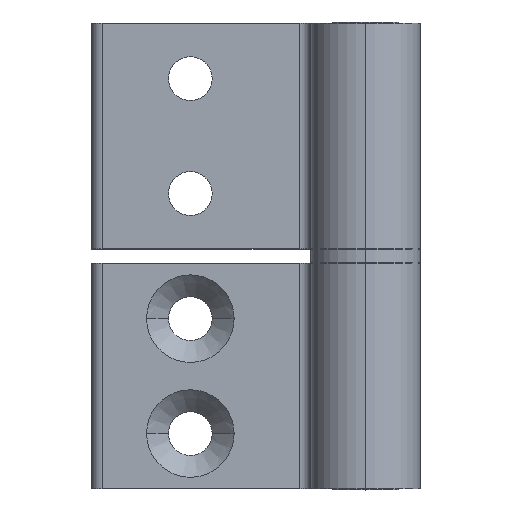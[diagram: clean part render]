
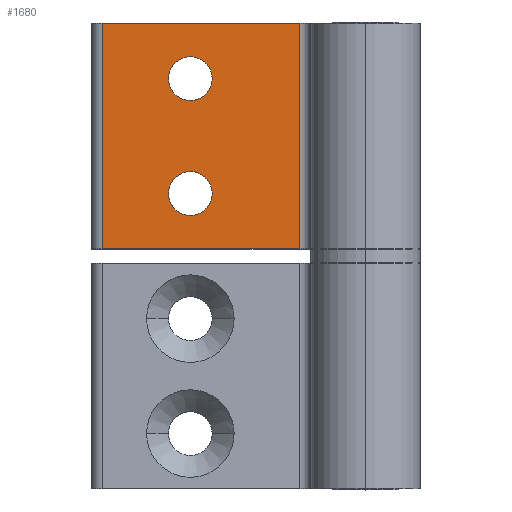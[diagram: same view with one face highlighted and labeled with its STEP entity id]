
A CAD part, top view. The second image highlights one B-rep face of the part: STEP entity #1680.
In plain terms, the highlighted planar face has unit normal (0, 0, 1).
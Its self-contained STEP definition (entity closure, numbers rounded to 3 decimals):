
#26 = CIRCLE ( 'NONE', #1672, 4. ) ;
#32 = DIRECTION ( 'NONE',  ( 0., -1., 0. ) ) ;
#67 = VERTEX_POINT ( 'NONE', #162 ) ;
#85 = EDGE_CURVE ( 'NONE', #67, #194, #1219, .T. ) ;
#112 = EDGE_CURVE ( 'NONE', #882, #128, #1366, .T. ) ;
#128 = VERTEX_POINT ( 'NONE', #1084 ) ;
#161 = VECTOR ( 'NONE', #574, 1000. ) ;
#162 = CARTESIAN_POINT ( 'NONE',  ( -12., 42.55, -7. ) ) ;
#194 = VERTEX_POINT ( 'NONE', #1275 ) ;
#226 = CIRCLE ( 'NONE', #803, 4. ) ;
#258 = LINE ( 'NONE', #1320, #695 ) ;
#266 = EDGE_CURVE ( 'NONE', #1055, #907, #26, .T. ) ;
#284 = AXIS2_PLACEMENT_3D ( 'NONE', #672, #565, #1615 ) ;
#302 = DIRECTION ( 'NONE',  ( -1., 0., 0. ) ) ;
#311 = CARTESIAN_POINT ( 'NONE',  ( -48., 42.55, -7. ) ) ;
#339 = CARTESIAN_POINT ( 'NONE',  ( -28., 32.43, -7. ) ) ;
#342 = DIRECTION ( 'NONE',  ( 0., 0., -1. ) ) ;
#384 = CARTESIAN_POINT ( 'NONE',  ( -36., 11.43, -7. ) ) ;
#415 = FACE_BOUND ( 'NONE', #993, .T. ) ;
#444 = VERTEX_POINT ( 'NONE', #1164 ) ;
#458 = DIRECTION ( 'NONE',  ( -1., 0., 0. ) ) ;
#517 = EDGE_CURVE ( 'NONE', #907, #1055, #1584, .T. ) ;
#519 = ORIENTED_EDGE ( 'NONE', *, *, #85, .F. ) ;
#529 = ORIENTED_EDGE ( 'NONE', *, *, #517, .T. ) ;
#555 = AXIS2_PLACEMENT_3D ( 'NONE', #963, #1488, #302 ) ;
#565 = DIRECTION ( 'NONE',  ( 0., 0., -1. ) ) ;
#574 = DIRECTION ( 'NONE',  ( 0., -1., 0. ) ) ;
#589 = VECTOR ( 'NONE', #662, 1000. ) ;
#596 = EDGE_CURVE ( 'NONE', #1582, #444, #1731, .T. ) ;
#662 = DIRECTION ( 'NONE',  ( 1., 0., 0. ) ) ;
#672 = CARTESIAN_POINT ( 'NONE',  ( -32., 32.43, -7. ) ) ;
#695 = VECTOR ( 'NONE', #1456, 1000. ) ;
#708 = AXIS2_PLACEMENT_3D ( 'NONE', #311, #1099, #1500 ) ;
#801 = EDGE_CURVE ( 'NONE', #882, #67, #258, .T. ) ;
#803 = AXIS2_PLACEMENT_3D ( 'NONE', #1066, #1591, #1197 ) ;
#879 = EDGE_LOOP ( 'NONE', ( #1392, #519, #909, #1419 ) ) ;
#882 = VERTEX_POINT ( 'NONE', #1621 ) ;
#907 = VERTEX_POINT ( 'NONE', #1356 ) ;
#909 = ORIENTED_EDGE ( 'NONE', *, *, #801, .F. ) ;
#950 = ORIENTED_EDGE ( 'NONE', *, *, #596, .T. ) ;
#963 = CARTESIAN_POINT ( 'NONE',  ( -32., 11.43, -7. ) ) ;
#964 = PLANE ( 'NONE',  #708 ) ;
#973 = FACE_OUTER_BOUND ( 'NONE', #879, .T. ) ;
#990 = ORIENTED_EDGE ( 'NONE', *, *, #1191, .T. ) ;
#993 = EDGE_LOOP ( 'NONE', ( #529, #1646 ) ) ;
#999 = EDGE_LOOP ( 'NONE', ( #950, #990 ) ) ;
#1008 = CARTESIAN_POINT ( 'NONE',  ( -32., 32.43, -7. ) ) ;
#1055 = VERTEX_POINT ( 'NONE', #339 ) ;
#1066 = CARTESIAN_POINT ( 'NONE',  ( -32., 11.43, -7. ) ) ;
#1083 = FACE_BOUND ( 'NONE', #999, .T. ) ;
#1084 = CARTESIAN_POINT ( 'NONE',  ( -48., 1.3, -7. ) ) ;
#1092 = CARTESIAN_POINT ( 'NONE',  ( -48., 42.55, -7. ) ) ;
#1099 = DIRECTION ( 'NONE',  ( 0., 0., -1. ) ) ;
#1109 = CARTESIAN_POINT ( 'NONE',  ( -12., 42.55, -7. ) ) ;
#1164 = CARTESIAN_POINT ( 'NONE',  ( -28., 11.43, -7. ) ) ;
#1191 = EDGE_CURVE ( 'NONE', #444, #1582, #226, .T. ) ;
#1197 = DIRECTION ( 'NONE',  ( -1., 0., 0. ) ) ;
#1219 = LINE ( 'NONE', #1109, #161 ) ;
#1275 = CARTESIAN_POINT ( 'NONE',  ( -12., 1.3, -7. ) ) ;
#1320 = CARTESIAN_POINT ( 'NONE',  ( -48., 42.55, -7. ) ) ;
#1332 = CARTESIAN_POINT ( 'NONE',  ( -48., 1.3, -7. ) ) ;
#1356 = CARTESIAN_POINT ( 'NONE',  ( -36., 32.43, -7. ) ) ;
#1366 = LINE ( 'NONE', #1092, #1379 ) ;
#1379 = VECTOR ( 'NONE', #32, 1000. ) ;
#1392 = ORIENTED_EDGE ( 'NONE', *, *, #1657, .T. ) ;
#1419 = ORIENTED_EDGE ( 'NONE', *, *, #112, .T. ) ;
#1456 = DIRECTION ( 'NONE',  ( 1., 0., 0. ) ) ;
#1458 = LINE ( 'NONE', #1332, #589 ) ;
#1488 = DIRECTION ( 'NONE',  ( 0., 0., -1. ) ) ;
#1500 = DIRECTION ( 'NONE',  ( -1., 0., 0. ) ) ;
#1582 = VERTEX_POINT ( 'NONE', #384 ) ;
#1584 = CIRCLE ( 'NONE', #284, 4. ) ;
#1591 = DIRECTION ( 'NONE',  ( 0., 0., -1. ) ) ;
#1615 = DIRECTION ( 'NONE',  ( -1., 0., 0. ) ) ;
#1621 = CARTESIAN_POINT ( 'NONE',  ( -48., 42.55, -7. ) ) ;
#1646 = ORIENTED_EDGE ( 'NONE', *, *, #266, .T. ) ;
#1657 = EDGE_CURVE ( 'NONE', #128, #194, #1458, .T. ) ;
#1672 = AXIS2_PLACEMENT_3D ( 'NONE', #1008, #342, #458 ) ;
#1680 = ADVANCED_FACE ( 'PLANAR_3', ( #1083, #973, #415 ), #964, .F. ) ;
#1731 = CIRCLE ( 'NONE', #555, 4. ) ;
